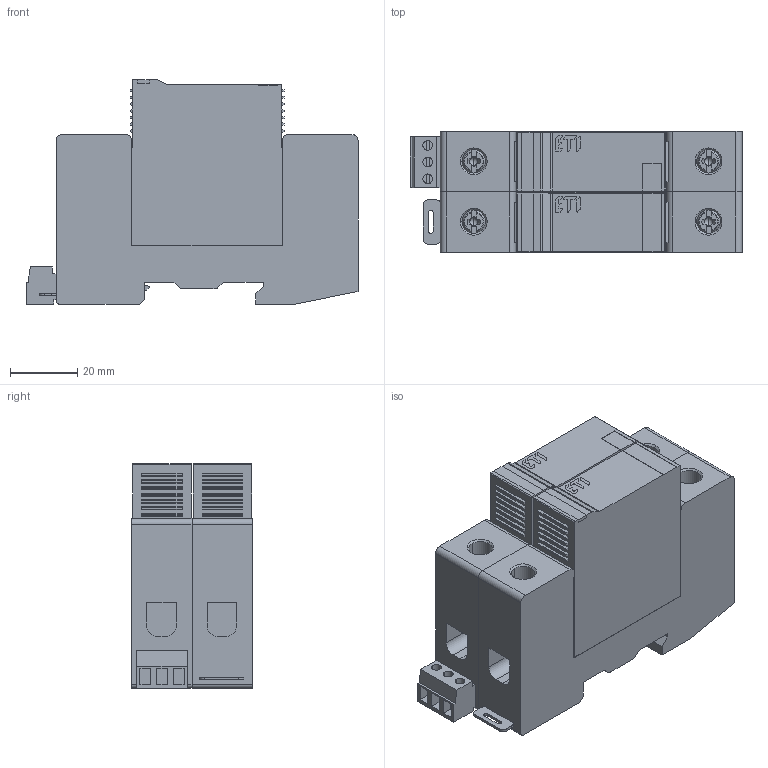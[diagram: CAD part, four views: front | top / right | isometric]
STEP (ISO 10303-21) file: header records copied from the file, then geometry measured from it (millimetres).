
FILE_DESCRIPTION((''),'2;1');
FILE_NAME('ETITEC_V_T2_1_1_RC_ASM','2021-02-01T',('marketing.praksa'),('Audax d.o.o.'),'CREO PARAMETRIC BY PTC INC, 2017480','CREO PARAMETRIC BY PTC INC, 2017480','');
FILE_SCHEMA(('AUTOMOTIVE_DESIGN { 1 0 10303 214 1 1 1 1 }'));
Products named in the file (61): ETITEC_V_T12_28012_5_2_0_1__106; 2_0_ORIGINAL_ASM_1_1_ASM_1_1_44_ASM; PRT0014_1_1_1_1_2_3_1_1_1_1; PRT0015_1_1_1_1_2_3_1_1_1_1; ASM0017_ASM_1_1_ASM_1_1_2_3_A_7_ASM; ASM0018_ASM_1_1_2_3_ASM_1_ASM_4_ASM; ETITEC_V_T12_28012_5_2_0_1__107; 2_0_ORIGINAL_ASM_1_1_ASM_1_1_45_ASM; PRT0011_1_1_2_3_4_1_1_1_2_3_1_7; PRT0011_1_1_2_3_4_2_1_1_2_3_1_7; PRT0011_1_1_2_3_4_3_1_1_2_3_1_7; PRT0011_1_1_2_3_4_ASM_1_1_2_3_7_ASM; PRT0014_1_1_2_1_1_2_3_1_1_1_1; PRT0015_1_1_2_1_1_2_3_1_1_1_1; ASM0017_ASM_1_1_2_ASM_1_1_2_3_7_ASM; ASM0019_ASM_1_1_2_3_ASM_1_ASM_4_ASM; ASM0014_ASM_1_1_2_3_ASM_1_ASM_4_ASM; ASM0026_ASM_1_ASM_1_1_ASM_1_ASM; ASM0031_ASM_1_1_ASM_1_ASM; RC_1_1_1_1_1_1_2; RC_SCREW_1_1_1_1_2; PRT0017_1_1_1_1_2; PRT0018_1_1_1_1_2; ASM0033_ASM_1_1_ASM_1_ASM; ASM0036_ASM_1_ASM; ASM0035_ASM_1_ASM; ETITEC_V_T12_28012_5_2_0_1__1_1; 2_0_ORIGINAL_ASM_1_ASM_1_ASM_53_ASM; 2_0_ONLY_ONE_POLE_ASM_1_ASM__44_ASM; PRT0010_1_1_1_1_2_3_4_1_1_2_3_7; TMP_DWG_65_1_1_1_2_1_2_3_1_2_56; TMP_DWG_65_1_2_1_2_1_2_3_1_2_56; TMP_DWG_65_1_3_1_2_1_2_3_1_2_56; ASM0011_1_2_ASM_1_1_ASM_1_1___1_ASM; ASM0016_ASM_1_1_ASM_1_1_2_3___1_ASM; 2_0_TEST_MODUL_ASM_1_1_ASM_1_22_ASM; ASM0020_ASM_1_1_2_3_ASM_1_1_2_6_ASM; ASM0014_ASM_1_1_2_3_ASM_1_1_2_6_ASM; ASM0026_ASM_1_1_2_ASM_1_ASM_1_4_ASM; ETITEC_V_T2_2_0_ASM_1_ASM_1_1_1_ASM ...
Assembly tree (60 placements, depth 12):
  ETITEC_V_T2_1_1_RC_ASM
    ASM0035_ASM_1_ASM
      ASM0031_ASM_1_1_ASM_1_ASM
        ASM0026_ASM_1_ASM_1_1_ASM_1_ASM
          ASM0014_ASM_1_1_2_3_ASM_1_ASM_4_ASM
            ASM0018_ASM_1_1_2_3_ASM_1_ASM_4_ASM
              ASM0017_ASM_1_1_ASM_1_1_2_3_A_7_ASM
                2_0_ORIGINAL_ASM_1_1_ASM_1_1_44_ASM
                  ETITEC_V_T12_28012_5_2_0_1__106
                PRT0014_1_1_1_1_2_3_1_1_1_1
                PRT0015_1_1_1_1_2_3_1_1_1_1
            ASM0019_ASM_1_1_2_3_ASM_1_ASM_4_ASM
              ASM0017_ASM_1_1_2_ASM_1_1_2_3_7_ASM
                2_0_ORIGINAL_ASM_1_1_ASM_1_1_45_ASM
                  ETITEC_V_T12_28012_5_2_0_1__107
                PRT0011_1_1_2_3_4_ASM_1_1_2_3_7_ASM
                  PRT0011_1_1_2_3_4_1_1_1_2_3_1_7
                  PRT0011_1_1_2_3_4_2_1_1_2_3_1_7
                  PRT0011_1_1_2_3_4_3_1_1_2_3_1_7
                PRT0014_1_1_2_1_1_2_3_1_1_1_1
                PRT0015_1_1_2_1_1_2_3_1_1_1_1
      ASM0036_ASM_1_ASM
        ASM0033_ASM_1_1_ASM_1_ASM
          RC_1_1_1_1_1_1_2
          RC_SCREW_1_1_1_1_2
          PRT0017_1_1_1_1_2
          PRT0018_1_1_1_1_2
    ASM0063_ASM
      ASM0062_ASM_1_ASM
        ASM0050_ASM_1_1_2_3_ASM_1_ASM
          ETITEC_V_T2_2_0_ASM_1_ASM_1_1_1_ASM
            ASM0026_ASM_1_1_2_ASM_1_ASM_1_4_ASM
              ASM0014_ASM_1_1_2_3_ASM_1_1_2_6_ASM
                ASM0020_ASM_1_1_2_3_ASM_1_1_2_6_ASM
                  2_0_TEST_MODUL_ASM_1_1_ASM_1_22_ASM
    ASM0064_ASM
      ASM0059_ASM_1_1_ASM
        ASM0050_ASM_1_ASM_1_1_ASM
          ETITEC_V_T2_2_0_ASM_1_ASM_1_A_1_ASM
            ASM0026_ASM_1_1_2_ASM_1_ASM_1_5_ASM
              ASM0014_ASM_1_1_2_3_ASM_1_1_2_7_ASM
                ASM0020_ASM_1_1_2_3_ASM_1_1_2_7_ASM
                  2_0_TEST_MODUL_ASM_1_1_ASM_1_23_ASM
Bounding box: 99 x 36 x 66.9 mm (x, y, z)
Volume: 171424.1 mm3; surface area: 46458 mm2
Topology: 23 solids, 23 shells, 704 faces, 1844 edges, 1230 vertices
Faces by surface type: plane 470, cylinder 158, cone 40, bspline 16, torus 12, sphere 8
Entity records: 35244 total; most frequent: CARTESIAN_POINT 5716, DIRECTION 3910, ORIENTED_EDGE 3672, PRESENTATION_LAYER_ASSIGNMENT 2571, PRESENTATION_STYLE_ASSIGNMENT 1967, STYLED_ITEM 1859, CURVE_STYLE 1836, EDGE_CURVE 1836
